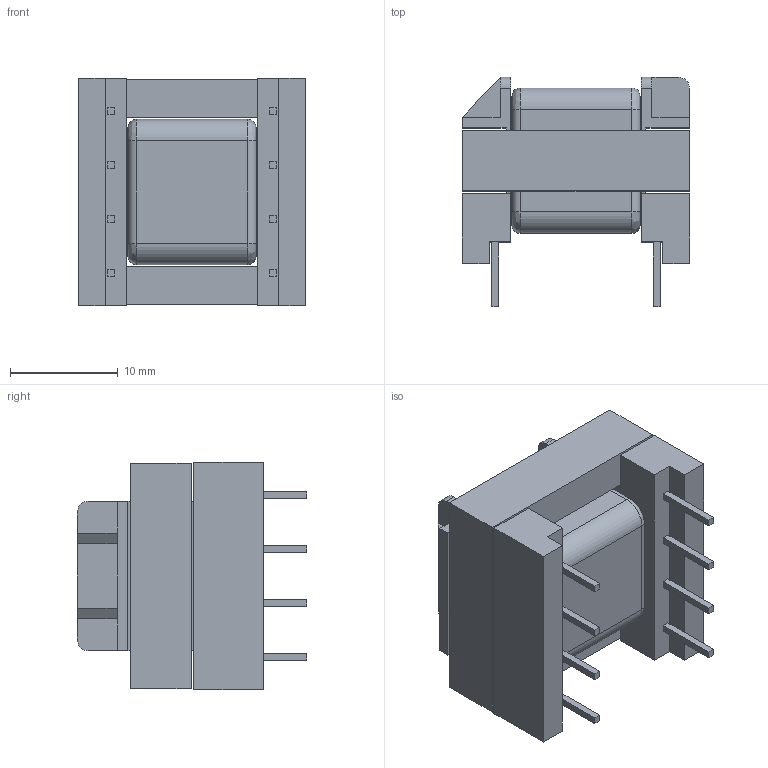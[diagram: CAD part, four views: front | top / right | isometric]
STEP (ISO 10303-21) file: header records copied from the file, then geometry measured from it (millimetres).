
FILE_DESCRIPTION (( 'STEP AP214' ), '1' );
FILE_NAME ('Coilcraft-GA3544-BL.STEP', '2019-01-21T07:44:42', ( '' ), ( '' ), 'SwSTEP 2.0', 'SolidWorks 2018', '' );
FILE_SCHEMA (( 'AUTOMOTIVE_DESIGN' ));
Length unit declared in the file: millimetre
Products named in the file (1): Coilcraft-GA3544-BL
Bounding box: 21.1 x 21.3 x 21.1 mm (x, y, z)
Volume: 5026.3 mm3; surface area: 3706.4 mm2
Topology: 1 solids, 1 shells, 352 faces, 880 edges, 560 vertices
Faces by surface type: plane 266, bspline 67, cylinder 19
Entity records: 14080 total; most frequent: CARTESIAN_POINT 4800, ORIENTED_EDGE 1760, DIRECTION 1364, EDGE_CURVE 880, VECTOR 716, LINE 716, VERTEX_POINT 560, EDGE_LOOP 386
